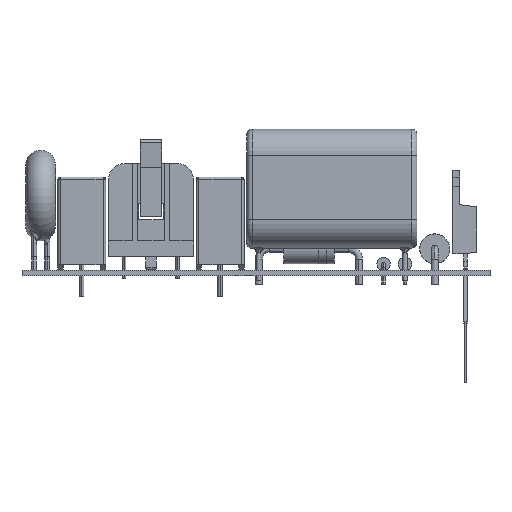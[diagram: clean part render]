
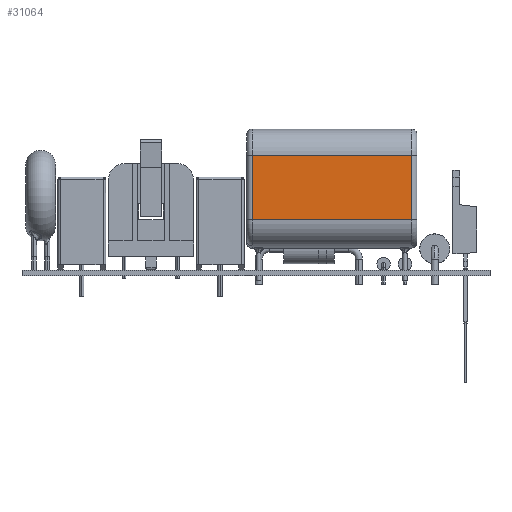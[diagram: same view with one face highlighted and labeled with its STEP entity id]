
A CAD part, front view. The second image highlights one B-rep face of the part: STEP entity #31064.
In plain terms, the highlighted planar face has unit normal (0, -1, 0).
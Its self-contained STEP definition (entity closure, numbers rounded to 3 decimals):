
#31064 = ADVANCED_FACE('',(#31065),#31099,.F.);
#31065 = FACE_BOUND('',#31066,.T.);
#31066 = EDGE_LOOP('',(#31067,#31077,#31085,#31093));
#31067 = ORIENTED_EDGE('',*,*,#31068,.T.);
#31068 = EDGE_CURVE('',#31069,#31071,#31073,.T.);
#31069 = VERTEX_POINT('',#31070);
#31070 = CARTESIAN_POINT('',(73.25,0.,
    21.5));
#31071 = VERTEX_POINT('',#31072);
#31072 = CARTESIAN_POINT('',(43.25,0.,
    21.5));
#31073 = LINE('',#31074,#31075);
#31074 = CARTESIAN_POINT('',(42.25,0.,
    21.5));
#31075 = VECTOR('',#31076,1.);
#31076 = DIRECTION('',(-1.,0.,0.));
#31077 = ORIENTED_EDGE('',*,*,#31078,.T.);
#31078 = EDGE_CURVE('',#31071,#31079,#31081,.T.);
#31079 = VERTEX_POINT('',#31080);
#31080 = CARTESIAN_POINT('',(43.25,0.,
    9.442));
#31081 = LINE('',#31082,#31083);
#31082 = CARTESIAN_POINT('',(43.25,0.,
    4.));
#31083 = VECTOR('',#31084,1.);
#31084 = DIRECTION('',(0.,0.,-1.));
#31085 = ORIENTED_EDGE('',*,*,#31086,.T.);
#31086 = EDGE_CURVE('',#31079,#31087,#31089,.T.);
#31087 = VERTEX_POINT('',#31088);
#31088 = CARTESIAN_POINT('',(73.25,0.,
    9.442));
#31089 = LINE('',#31090,#31091);
#31090 = CARTESIAN_POINT('',(74.25,0.,
    9.442));
#31091 = VECTOR('',#31092,1.);
#31092 = DIRECTION('',(1.,0.,0.));
#31093 = ORIENTED_EDGE('',*,*,#31094,.T.);
#31094 = EDGE_CURVE('',#31087,#31069,#31095,.T.);
#31095 = LINE('',#31096,#31097);
#31096 = CARTESIAN_POINT('',(73.25,0.,
    4.));
#31097 = VECTOR('',#31098,1.);
#31098 = DIRECTION('',(0.,0.,1.));
#31099 = PLANE('',#31100);
#31100 = AXIS2_PLACEMENT_3D('',#31101,#31102,#31103);
#31101 = CARTESIAN_POINT('',(74.25,0.,
    4.));
#31102 = DIRECTION('',(0.,1.,0.));
#31103 = DIRECTION('',(0.,0.,-1.));
